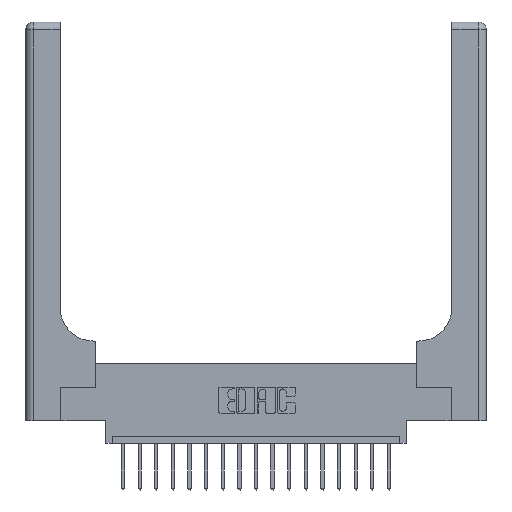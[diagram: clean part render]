
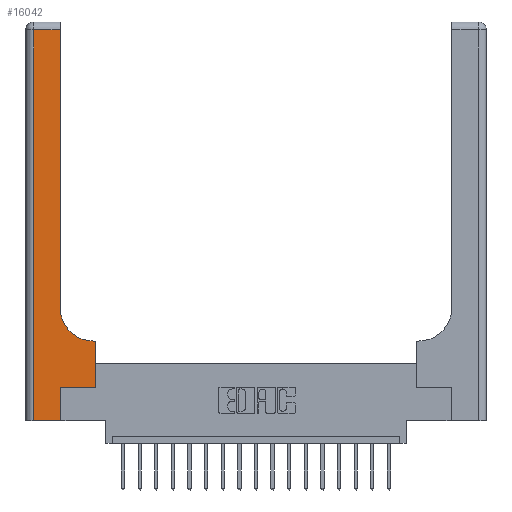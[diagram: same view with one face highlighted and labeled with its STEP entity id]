
A CAD part, top view. The second image highlights one B-rep face of the part: STEP entity #16042.
In plain terms, the highlighted planar face has unit normal (0, 0, 1).
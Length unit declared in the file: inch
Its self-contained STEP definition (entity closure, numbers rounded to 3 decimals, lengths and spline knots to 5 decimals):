
#35 = CARTESIAN_POINT ( 'NONE',  ( 0.265, 0., 0.37 ) ) ;
#164 = DIRECTION ( 'NONE',  ( -1., 0., 0. ) ) ;
#222 = ORIENTED_EDGE ( 'NONE', *, *, #8487, .T. ) ;
#821 = LINE ( 'NONE', #13395, #6656 ) ;
#1175 = VERTEX_POINT ( 'NONE', #12523 ) ;
#1464 = ORIENTED_EDGE ( 'NONE', *, *, #1992, .T. ) ;
#1555 = CARTESIAN_POINT ( 'NONE',  ( 0.51, 0.6, 0.37 ) ) ;
#1656 = EDGE_CURVE ( 'NONE', #12156, #9548, #8292, .T. ) ;
#1992 = EDGE_CURVE ( 'NONE', #13024, #8251, #4092, .T. ) ;
#2123 = CARTESIAN_POINT ( 'NONE',  ( 0.06, 0., 0.37 ) ) ;
#2590 = DIRECTION ( 'NONE',  ( 0., -1., 0. ) ) ;
#2634 = DIRECTION ( 'NONE',  ( -1., 0., 0. ) ) ;
#3093 = ORIENTED_EDGE ( 'NONE', *, *, #16215, .T. ) ;
#3146 = PLANE ( 'NONE',  #15925 ) ;
#4092 = CIRCLE ( 'NONE', #8162, 0.25 ) ;
#4287 = LINE ( 'NONE', #6802, #18927 ) ;
#4340 = VECTOR ( 'NONE', #7968, 39.37008 ) ;
#4485 = DIRECTION ( 'NONE',  ( 0., 1., 0. ) ) ;
#4785 = EDGE_CURVE ( 'NONE', #1175, #13024, #16067, .T. ) ;
#5180 = ORIENTED_EDGE ( 'NONE', *, *, #7703, .T. ) ;
#5698 = CARTESIAN_POINT ( 'NONE',  ( 0.26, 2.94, 0.37 ) ) ;
#6251 = DIRECTION ( 'NONE',  ( 1., 0., 0. ) ) ;
#6557 = VECTOR ( 'NONE', #15609, 39.37008 ) ;
#6656 = VECTOR ( 'NONE', #4485, 39.37008 ) ;
#6802 = CARTESIAN_POINT ( 'NONE',  ( 0.265, 0.25, 0.37 ) ) ;
#6928 = ORIENTED_EDGE ( 'NONE', *, *, #9904, .T. ) ;
#7025 = CARTESIAN_POINT ( 'NONE',  ( 0.26, 0.6, 0.37 ) ) ;
#7165 = ORIENTED_EDGE ( 'NONE', *, *, #1656, .T. ) ;
#7703 = EDGE_CURVE ( 'NONE', #9548, #11446, #821, .T. ) ;
#7902 = ORIENTED_EDGE ( 'NONE', *, *, #4785, .T. ) ;
#7968 = DIRECTION ( 'NONE',  ( 1., 0., 0. ) ) ;
#8154 = VERTEX_POINT ( 'NONE', #12353 ) ;
#8162 = AXIS2_PLACEMENT_3D ( 'NONE', #12225, #12092, #6251 ) ;
#8251 = VERTEX_POINT ( 'NONE', #8812 ) ;
#8292 = LINE ( 'NONE', #16875, #4340 ) ;
#8487 = EDGE_CURVE ( 'NONE', #8251, #17548, #18484, .T. ) ;
#8513 = FACE_OUTER_BOUND ( 'NONE', #17182, .T. ) ;
#8812 = CARTESIAN_POINT ( 'NONE',  ( 0.26, 0.85, 0.37 ) ) ;
#9081 = CARTESIAN_POINT ( 'NONE',  ( 0., 3., 0.37 ) ) ;
#9536 = CARTESIAN_POINT ( 'NONE',  ( 0., 2.94, 0.37 ) ) ;
#9548 = VERTEX_POINT ( 'NONE', #35 ) ;
#9613 = CARTESIAN_POINT ( 'NONE',  ( 0.528, 0.25, 0.37 ) ) ;
#9811 = LINE ( 'NONE', #9613, #6557 ) ;
#9904 = EDGE_CURVE ( 'NONE', #17548, #8154, #19181, .T. ) ;
#9918 = ORIENTED_EDGE ( 'NONE', *, *, #18943, .T. ) ;
#11126 = ORIENTED_EDGE ( 'NONE', *, *, #17512, .T. ) ;
#11446 = VERTEX_POINT ( 'NONE', #15922 ) ;
#12092 = DIRECTION ( 'NONE',  ( 0., 0., -1. ) ) ;
#12156 = VERTEX_POINT ( 'NONE', #2123 ) ;
#12225 = CARTESIAN_POINT ( 'NONE',  ( 0.51, 0.85, 0.37 ) ) ;
#12353 = CARTESIAN_POINT ( 'NONE',  ( 0.06, 2.94, 0.37 ) ) ;
#12523 = CARTESIAN_POINT ( 'NONE',  ( 0.528, 0.6, 0.37 ) ) ;
#13024 = VERTEX_POINT ( 'NONE', #1555 ) ;
#13395 = CARTESIAN_POINT ( 'NONE',  ( 0.265, 0., 0.37 ) ) ;
#13411 = VECTOR ( 'NONE', #2590, 39.37008 ) ;
#14536 = DIRECTION ( 'NONE',  ( 1., 0., 0. ) ) ;
#14593 = CARTESIAN_POINT ( 'NONE',  ( 0.06, 3., 0.37 ) ) ;
#14688 = CARTESIAN_POINT ( 'NONE',  ( 0.528, 0.25, 0.37 ) ) ;
#14850 = VERTEX_POINT ( 'NONE', #14688 ) ;
#15609 = DIRECTION ( 'NONE',  ( 0., 1., 0. ) ) ;
#15922 = CARTESIAN_POINT ( 'NONE',  ( 0.265, 0.25, 0.37 ) ) ;
#15925 = AXIS2_PLACEMENT_3D ( 'NONE', #9081, #16517, #164 ) ;
#15949 = VECTOR ( 'NONE', #17075, 39.37008 ) ;
#16042 = ADVANCED_FACE ( 'NONE', ( #8513 ), #3146, .F. ) ;
#16067 = LINE ( 'NONE', #7025, #17435 ) ;
#16215 = EDGE_CURVE ( 'NONE', #8154, #12156, #19197, .T. ) ;
#16517 = DIRECTION ( 'NONE',  ( 0., 0., -1. ) ) ;
#16875 = CARTESIAN_POINT ( 'NONE',  ( 0., 0., 0.37 ) ) ;
#17075 = DIRECTION ( 'NONE',  ( -1., 0., 0. ) ) ;
#17182 = EDGE_LOOP ( 'NONE', ( #222, #6928, #3093, #7165, #5180, #11126, #9918, #7902, #1464 ) ) ;
#17435 = VECTOR ( 'NONE', #2634, 39.37008 ) ;
#17512 = EDGE_CURVE ( 'NONE', #11446, #14850, #4287, .T. ) ;
#17548 = VERTEX_POINT ( 'NONE', #5698 ) ;
#18004 = CARTESIAN_POINT ( 'NONE',  ( 0.26, 3., 0.37 ) ) ;
#18134 = DIRECTION ( 'NONE',  ( 0., 1., 0. ) ) ;
#18484 = LINE ( 'NONE', #18004, #18935 ) ;
#18927 = VECTOR ( 'NONE', #14536, 39.37008 ) ;
#18935 = VECTOR ( 'NONE', #18134, 39.37008 ) ;
#18943 = EDGE_CURVE ( 'NONE', #14850, #1175, #9811, .T. ) ;
#19181 = LINE ( 'NONE', #9536, #15949 ) ;
#19197 = LINE ( 'NONE', #14593, #13411 ) ;
